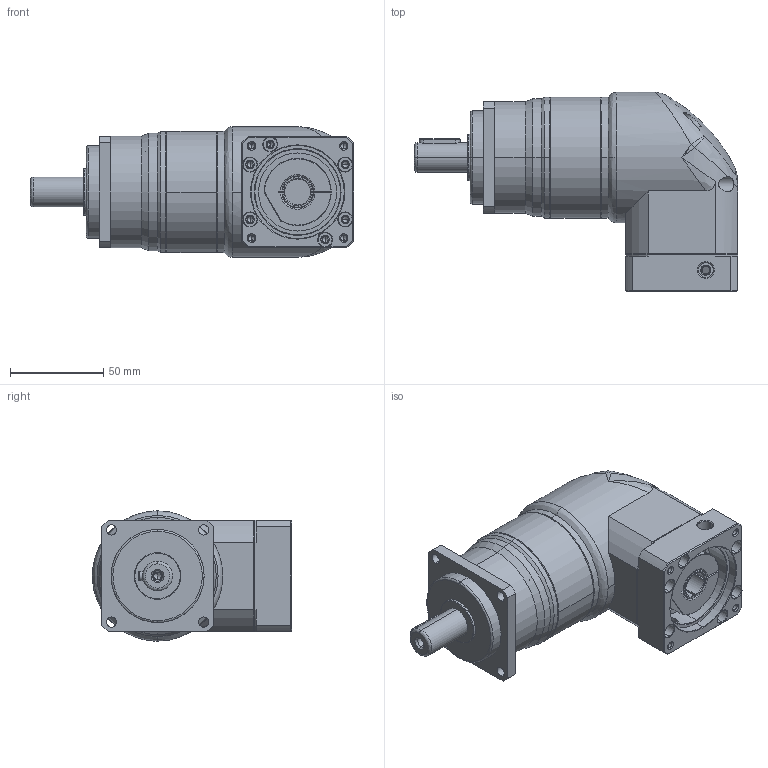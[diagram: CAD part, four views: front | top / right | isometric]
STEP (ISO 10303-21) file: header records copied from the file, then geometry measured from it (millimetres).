
FILE_DESCRIPTION (( 'STEP AP214' ), '1' );
FILE_NAME ('PBL060-L2-14-50-70-M4-M5.STEP', '2024-01-06T01:09:10', ( 'admin' ), ( '' ), 'SwSTEP 2.0', 'SolidWorks 2013', '' );
FILE_SCHEMA (( 'AUTOMOTIVE_DESIGN' ));
Length unit declared in the file: millimetre
Products named in the file (6): PB060_X2_4E007EA79F7F5708_X0_; SDL060_X2_94DD58F3_X0_-14; PBL060-L2-14-50-70-M4-M5; SBL060-50-70M4; SBL060_X2_8F9351658F7495017D2773AF_X0_-14; PB060_X2_8F9351FA7AEF_X0_
Assembly tree (5 placements, depth 2):
  PBL060-L2-14-50-70-M4-M5
    SDL060_X2_94DD58F3_X0_-14
    PB060_X2_4E007EA79F7F5708_X0_
    PB060_X2_8F9351FA7AEF_X0_
    SBL060_X2_8F9351658F7495017D2773AF_X0_-14
    SBL060-50-70M4
Bounding box: 173.5 x 107 x 70 mm (x, y, z)
Volume: 539369.7 mm3; surface area: 98439.4 mm2
Topology: 7 solids, 7 shells, 446 faces, 1127 edges, 682 vertices
Faces by surface type: cylinder 206, cone 113, plane 97, bspline 28, torus 2
Entity records: 21079 total; most frequent: CARTESIAN_POINT 5338, DIRECTION 2281, ORIENTED_EDGE 2154, EDGE_CURVE 1077, AXIS2_PLACEMENT_3D 924, VERTEX_POINT 682, EDGE_LOOP 543, CIRCLE 498
